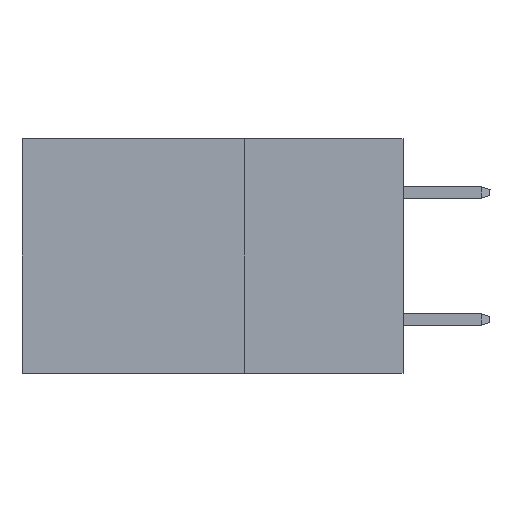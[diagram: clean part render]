
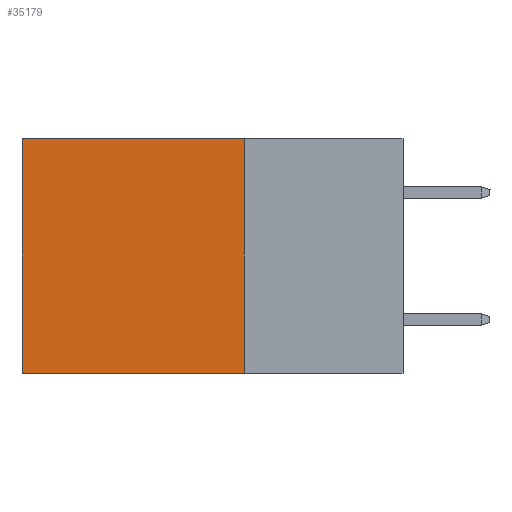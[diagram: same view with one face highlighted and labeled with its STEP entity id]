
A CAD part, left-side view. The second image highlights one B-rep face of the part: STEP entity #35179.
In plain terms, the highlighted planar face has unit normal (-1, 0, 0).
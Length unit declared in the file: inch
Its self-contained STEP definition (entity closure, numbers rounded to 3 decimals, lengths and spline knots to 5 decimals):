
#1098 = FACE_OUTER_BOUND ( 'NONE', #38604, .T. ) ;
#2338 = LINE ( 'NONE', #36608, #6750 ) ;
#4382 = VERTEX_POINT ( 'NONE', #14100 ) ;
#4783 = CARTESIAN_POINT ( 'NONE',  ( 0.2875, 0.25, 0. ) ) ;
#5556 = DIRECTION ( 'NONE',  ( 0., 0., -1. ) ) ;
#6750 = VECTOR ( 'NONE', #5556, 39.37008 ) ;
#8202 = DIRECTION ( 'NONE',  ( 0., 0., -1. ) ) ;
#10084 = CARTESIAN_POINT ( 'NONE',  ( 0.2875, 0.6, -0.37 ) ) ;
#10376 = EDGE_CURVE ( 'NONE', #15409, #4382, #36289, .T. ) ;
#10417 = DIRECTION ( 'NONE',  ( 0., 1., 0. ) ) ;
#11457 = VERTEX_POINT ( 'NONE', #10084 ) ;
#14100 = CARTESIAN_POINT ( 'NONE',  ( 0.2875, 0.25, -0.37 ) ) ;
#15099 = PLANE ( 'NONE',  #42627 ) ;
#15409 = VERTEX_POINT ( 'NONE', #28815 ) ;
#17399 = LINE ( 'NONE', #45247, #40361 ) ;
#18076 = ORIENTED_EDGE ( 'NONE', *, *, #33683, .T. ) ;
#19033 = EDGE_CURVE ( 'NONE', #25122, #11457, #2338, .T. ) ;
#22404 = DIRECTION ( 'NONE',  ( 0., 1., 0. ) ) ;
#23235 = EDGE_CURVE ( 'NONE', #4382, #11457, #35257, .T. ) ;
#25122 = VERTEX_POINT ( 'NONE', #32928 ) ;
#27858 = ORIENTED_EDGE ( 'NONE', *, *, #19033, .T. ) ;
#28142 = CARTESIAN_POINT ( 'NONE',  ( 0.2875, 0.25, -0.37 ) ) ;
#28815 = CARTESIAN_POINT ( 'NONE',  ( 0.2875, 0.25, 0. ) ) ;
#30033 = ORIENTED_EDGE ( 'NONE', *, *, #23235, .F. ) ;
#32397 = DIRECTION ( 'NONE',  ( 0., 0., -1. ) ) ;
#32928 = CARTESIAN_POINT ( 'NONE',  ( 0.2875, 0.6, 0. ) ) ;
#33683 = EDGE_CURVE ( 'NONE', #15409, #25122, #17399, .T. ) ;
#35179 = ADVANCED_FACE ( 'NONE', ( #1098 ), #15099, .F. ) ;
#35257 = LINE ( 'NONE', #28142, #43614 ) ;
#36289 = LINE ( 'NONE', #4783, #44513 ) ;
#36608 = CARTESIAN_POINT ( 'NONE',  ( 0.2875, 0.6, 0. ) ) ;
#36716 = DIRECTION ( 'NONE',  ( 1., 0., 0. ) ) ;
#38604 = EDGE_LOOP ( 'NONE', ( #27858, #30033, #43922, #18076 ) ) ;
#39725 = CARTESIAN_POINT ( 'NONE',  ( 0.2875, 0.25, 0. ) ) ;
#40361 = VECTOR ( 'NONE', #22404, 39.37008 ) ;
#42627 = AXIS2_PLACEMENT_3D ( 'NONE', #39725, #36716, #8202 ) ;
#43614 = VECTOR ( 'NONE', #10417, 39.37008 ) ;
#43922 = ORIENTED_EDGE ( 'NONE', *, *, #10376, .F. ) ;
#44513 = VECTOR ( 'NONE', #32397, 39.37008 ) ;
#45247 = CARTESIAN_POINT ( 'NONE',  ( 0.2875, 0.25, 0. ) ) ;
